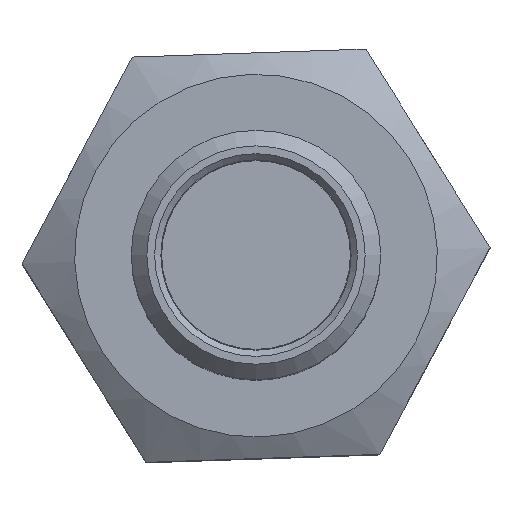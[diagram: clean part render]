
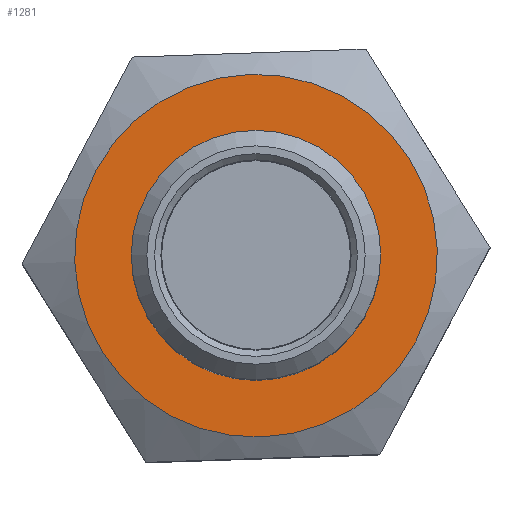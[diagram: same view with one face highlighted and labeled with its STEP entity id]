
A CAD part, top view. The second image highlights one B-rep face of the part: STEP entity #1281.
In plain terms, the highlighted planar face has unit normal (0, 0, 1).
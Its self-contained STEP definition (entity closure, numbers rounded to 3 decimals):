
#190=CIRCLE('',#1399,5.815);
#191=CIRCLE('',#1400,4.);
#264=PLANE('',#1398);
#299=FACE_BOUND('',#475,.T.);
#363=FACE_OUTER_BOUND('',#474,.T.);
#474=EDGE_LOOP('',(#965));
#475=EDGE_LOOP('',(#966));
#675=VERTEX_POINT('',#2084);
#676=VERTEX_POINT('',#2086);
#793=EDGE_CURVE('',#675,#675,#190,.T.);
#794=EDGE_CURVE('',#676,#676,#191,.T.);
#965=ORIENTED_EDGE('',*,*,#793,.T.);
#966=ORIENTED_EDGE('',*,*,#794,.F.);
#1281=ADVANCED_FACE('',(#363,#299),#264,.F.);
#1398=AXIS2_PLACEMENT_3D('',#2083,#1608,#1609);
#1399=AXIS2_PLACEMENT_3D('',#2085,#1610,#1611);
#1400=AXIS2_PLACEMENT_3D('',#2087,#1612,#1613);
#1608=DIRECTION('center_axis',(0.,0.,
-1.));
#1609=DIRECTION('ref_axis',(0.034,-0.999,0.));
#1610=DIRECTION('center_axis',(0.,0.,
1.));
#1611=DIRECTION('ref_axis',(-0.999,-0.034,0.));
#1612=DIRECTION('center_axis',(0.,0.,
1.));
#1613=DIRECTION('ref_axis',(-1.,0.,0.));
#2083=CARTESIAN_POINT('Origin',(0.,0.,
38.494));
#2084=CARTESIAN_POINT('',(-5.812,-0.198,38.494));
#2085=CARTESIAN_POINT('Origin',(0.,0.,38.494));
#2086=CARTESIAN_POINT('',(4.,0.,38.494));
#2087=CARTESIAN_POINT('Origin',(0.,0.,38.494));
